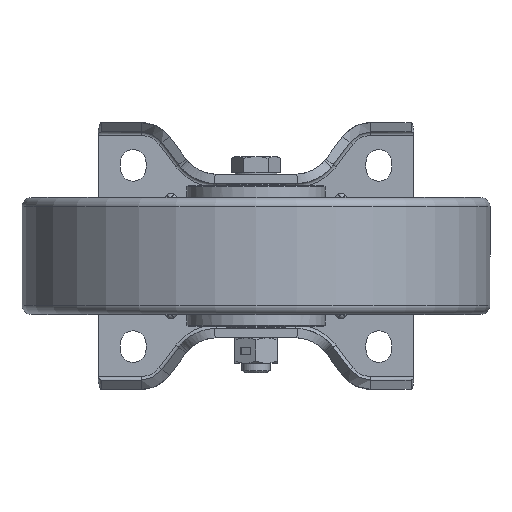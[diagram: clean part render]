
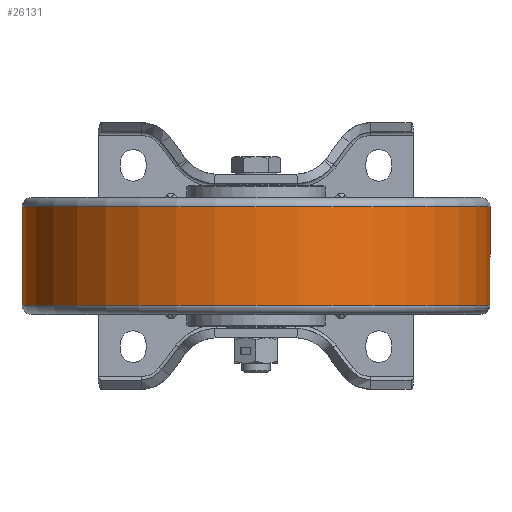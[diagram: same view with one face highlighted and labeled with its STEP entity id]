
A CAD part, front view. The second image highlights one B-rep face of the part: STEP entity #26131.
In plain terms, the highlighted cylindrical face has radius 100 mm (diameter 200 mm), a partial arc.
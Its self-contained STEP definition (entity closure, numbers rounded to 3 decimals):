
#162 = LINE ( 'NONE', #16143, #16135 ) ;
#242 = CARTESIAN_POINT ( 'NONE',  ( 100., -145., -41.019 ) ) ;
#1871 = DIRECTION ( 'NONE',  ( 0., 0., -1. ) ) ;
#4234 = CARTESIAN_POINT ( 'NONE',  ( 0., -145., 21. ) ) ;
#5357 = VERTEX_POINT ( 'NONE', #17635 ) ;
#6448 = VERTEX_POINT ( 'NONE', #9384 ) ;
#6456 = DIRECTION ( 'NONE',  ( 0., 0., -1. ) ) ;
#6801 = VERTEX_POINT ( 'NONE', #20928 ) ;
#7693 = EDGE_CURVE ( 'NONE', #18284, #6801, #11602, .T. ) ;
#8826 = DIRECTION ( 'NONE',  ( 0., 0., 1. ) ) ;
#9139 = DIRECTION ( 'NONE',  ( 0., 0., -1. ) ) ;
#9384 = CARTESIAN_POINT ( 'NONE',  ( 100., -145., 21. ) ) ;
#9688 = EDGE_CURVE ( 'NONE', #5357, #18284, #162, .T. ) ;
#11602 = CIRCLE ( 'NONE', #24989, 100. ) ;
#12605 = AXIS2_PLACEMENT_3D ( 'NONE', #4234, #6456, #13489 ) ;
#12842 = EDGE_CURVE ( 'NONE', #6448, #5357, #21491, .T. ) ;
#13259 = CARTESIAN_POINT ( 'NONE',  ( 0., -145., -21. ) ) ;
#13354 = ORIENTED_EDGE ( 'NONE', *, *, #7693, .T. ) ;
#13489 = DIRECTION ( 'NONE',  ( -1., 0., 0. ) ) ;
#13785 = CYLINDRICAL_SURFACE ( 'NONE', #16358, 100. ) ;
#15268 = FACE_OUTER_BOUND ( 'NONE', #21310, .T. ) ;
#15615 = EDGE_CURVE ( 'NONE', #6448, #6801, #25705, .T. ) ;
#15774 = CARTESIAN_POINT ( 'NONE',  ( 0., -145., -41.019 ) ) ;
#16135 = VECTOR ( 'NONE', #9139, 1000. ) ;
#16143 = CARTESIAN_POINT ( 'NONE',  ( -100., -145., -41.019 ) ) ;
#16358 = AXIS2_PLACEMENT_3D ( 'NONE', #15774, #1871, #22501 ) ;
#17088 = CARTESIAN_POINT ( 'NONE',  ( -100., -145., -21. ) ) ;
#17635 = CARTESIAN_POINT ( 'NONE',  ( -100., -145., 21. ) ) ;
#18284 = VERTEX_POINT ( 'NONE', #17088 ) ;
#18574 = ORIENTED_EDGE ( 'NONE', *, *, #9688, .T. ) ;
#20860 = DIRECTION ( 'NONE',  ( 1., 0., 0. ) ) ;
#20906 = ORIENTED_EDGE ( 'NONE', *, *, #12842, .T. ) ;
#20928 = CARTESIAN_POINT ( 'NONE',  ( 100., -145., -21. ) ) ;
#21310 = EDGE_LOOP ( 'NONE', ( #24649, #20906, #18574, #13354 ) ) ;
#21491 = CIRCLE ( 'NONE', #12605, 100. ) ;
#22501 = DIRECTION ( 'NONE',  ( -1., 0., 0. ) ) ;
#24649 = ORIENTED_EDGE ( 'NONE', *, *, #15615, .F. ) ;
#24989 = AXIS2_PLACEMENT_3D ( 'NONE', #13259, #8826, #20860 ) ;
#25705 = LINE ( 'NONE', #242, #29730 ) ;
#26131 = ADVANCED_FACE ( 'NONE', ( #15268 ), #13785, .T. ) ;
#29730 = VECTOR ( 'NONE', #29991, 1000. ) ;
#29991 = DIRECTION ( 'NONE',  ( 0., 0., -1. ) ) ;
